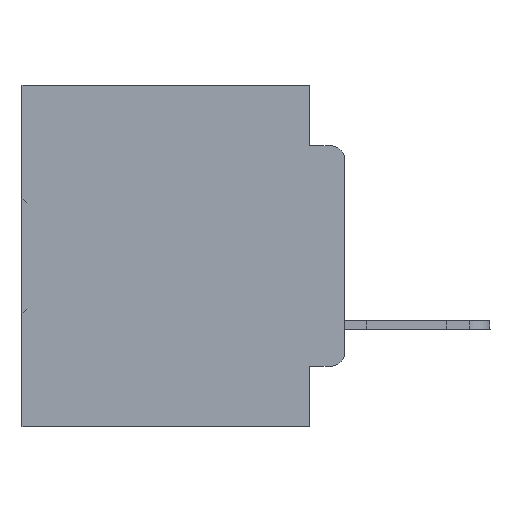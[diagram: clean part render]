
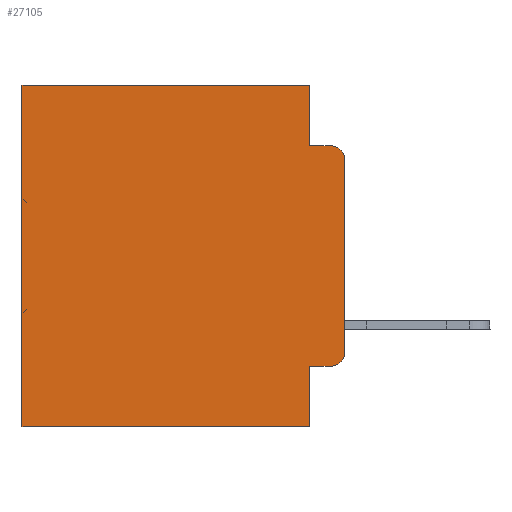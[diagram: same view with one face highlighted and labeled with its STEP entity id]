
A CAD part, left-side view. The second image highlights one B-rep face of the part: STEP entity #27105.
In plain terms, the highlighted planar face has unit normal (-1, 0, 0).
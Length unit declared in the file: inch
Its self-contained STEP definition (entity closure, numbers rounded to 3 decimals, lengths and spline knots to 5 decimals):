
#254 = EDGE_CURVE ( 'NONE', #31780, #3380, #21378, .T. ) ;
#285 = LINE ( 'NONE', #24568, #13700 ) ;
#441 = FACE_OUTER_BOUND ( 'NONE', #25856, .T. ) ;
#591 = LINE ( 'NONE', #27844, #23915 ) ;
#1481 = CIRCLE ( 'NONE', #7684, 0.02 ) ;
#1519 = EDGE_CURVE ( 'NONE', #2937, #24775, #591, .T. ) ;
#1524 = LINE ( 'NONE', #20329, #7151 ) ;
#1547 = VERTEX_POINT ( 'NONE', #16621 ) ;
#1626 = CARTESIAN_POINT ( 'NONE',  ( 0.298, 0.051, -0.4115 ) ) ;
#1645 = ORIENTED_EDGE ( 'NONE', *, *, #7674, .T. ) ;
#2233 = CARTESIAN_POINT ( 'NONE',  ( 0.298, 0., 0. ) ) ;
#2298 = CARTESIAN_POINT ( 'NONE',  ( 0.298, 0., -0.1085 ) ) ;
#2880 = CARTESIAN_POINT ( 'NONE',  ( 0.298, 0.051, 0. ) ) ;
#2900 = AXIS2_PLACEMENT_3D ( 'NONE', #31552, #25782, #14567 ) ;
#2937 = VERTEX_POINT ( 'NONE', #25948 ) ;
#3380 = VERTEX_POINT ( 'NONE', #20501 ) ;
#3422 = CARTESIAN_POINT ( 'NONE',  ( 0.298, 0.02, -0.0885 ) ) ;
#6338 = ORIENTED_EDGE ( 'NONE', *, *, #26912, .F. ) ;
#6621 = DIRECTION ( 'NONE',  ( -1., 0., 0. ) ) ;
#6800 = VECTOR ( 'NONE', #23936, 39.37008 ) ;
#7151 = VECTOR ( 'NONE', #23117, 39.37008 ) ;
#7649 = ORIENTED_EDGE ( 'NONE', *, *, #254, .T. ) ;
#7674 = EDGE_CURVE ( 'NONE', #3380, #32320, #17713, .T. ) ;
#7684 = AXIS2_PLACEMENT_3D ( 'NONE', #29295, #31967, #23304 ) ;
#9167 = DIRECTION ( 'NONE',  ( 0., 0., -1. ) ) ;
#9571 = EDGE_CURVE ( 'NONE', #19991, #24775, #12293, .T. ) ;
#10421 = VECTOR ( 'NONE', #18060, 39.37008 ) ;
#11129 = AXIS2_PLACEMENT_3D ( 'NONE', #14800, #6621, #9167 ) ;
#11201 = ORIENTED_EDGE ( 'NONE', *, *, #32235, .F. ) ;
#11729 = CARTESIAN_POINT ( 'NONE',  ( 0.298, 0.473, -0.5 ) ) ;
#11887 = ORIENTED_EDGE ( 'NONE', *, *, #14483, .F. ) ;
#12293 = CIRCLE ( 'NONE', #11129, 0.02 ) ;
#12621 = ORIENTED_EDGE ( 'NONE', *, *, #1519, .F. ) ;
#12637 = CARTESIAN_POINT ( 'NONE',  ( 0.298, 0.051, -0.5 ) ) ;
#12676 = VECTOR ( 'NONE', #29465, 39.37008 ) ;
#13700 = VECTOR ( 'NONE', #27594, 39.37008 ) ;
#14483 = EDGE_CURVE ( 'NONE', #20826, #16116, #14574, .T. ) ;
#14567 = DIRECTION ( 'NONE',  ( 0., 0., -1. ) ) ;
#14574 = LINE ( 'NONE', #32261, #6800 ) ;
#14669 = CARTESIAN_POINT ( 'NONE',  ( 0.298, 0.051, -0.4115 ) ) ;
#14800 = CARTESIAN_POINT ( 'NONE',  ( 0.298, 0.02, -0.1085 ) ) ;
#14922 = PLANE ( 'NONE',  #2900 ) ;
#16116 = VERTEX_POINT ( 'NONE', #12637 ) ;
#16621 = CARTESIAN_POINT ( 'NONE',  ( 0.298, 0., -0.3915 ) ) ;
#17713 = LINE ( 'NONE', #26155, #10421 ) ;
#18060 = DIRECTION ( 'NONE',  ( 0., 0., -1. ) ) ;
#19158 = DIRECTION ( 'NONE',  ( 0., 0., -1. ) ) ;
#19620 = ORIENTED_EDGE ( 'NONE', *, *, #35410, .T. ) ;
#19991 = VERTEX_POINT ( 'NONE', #2298 ) ;
#20329 = CARTESIAN_POINT ( 'NONE',  ( 0.298, 0., -0.5 ) ) ;
#20501 = CARTESIAN_POINT ( 'NONE',  ( 0.298, 0.473, 0. ) ) ;
#20826 = VERTEX_POINT ( 'NONE', #14669 ) ;
#20983 = CARTESIAN_POINT ( 'NONE',  ( 0.298, 0.02, -0.4115 ) ) ;
#21378 = LINE ( 'NONE', #2233, #32195 ) ;
#22296 = VERTEX_POINT ( 'NONE', #20983 ) ;
#23117 = DIRECTION ( 'NONE',  ( 0., 1., 0. ) ) ;
#23304 = DIRECTION ( 'NONE',  ( 0., 0., -1. ) ) ;
#23909 = VECTOR ( 'NONE', #19158, 39.37008 ) ;
#23915 = VECTOR ( 'NONE', #33165, 39.37008 ) ;
#23936 = DIRECTION ( 'NONE',  ( 0., 0., -1. ) ) ;
#24556 = ORIENTED_EDGE ( 'NONE', *, *, #9571, .T. ) ;
#24568 = CARTESIAN_POINT ( 'NONE',  ( 0.298, 0., 0. ) ) ;
#24775 = VERTEX_POINT ( 'NONE', #3422 ) ;
#25782 = DIRECTION ( 'NONE',  ( 1., 0., 0. ) ) ;
#25856 = EDGE_LOOP ( 'NONE', ( #6338, #24556, #12621, #11201, #7649, #1645, #29768, #11887, #19620, #27807 ) ) ;
#25948 = CARTESIAN_POINT ( 'NONE',  ( 0.298, 0.051, -0.0885 ) ) ;
#26155 = CARTESIAN_POINT ( 'NONE',  ( 0.298, 0.473, 0. ) ) ;
#26912 = EDGE_CURVE ( 'NONE', #19991, #1547, #285, .T. ) ;
#27105 = ADVANCED_FACE ( 'NONE', ( #441 ), #14922, .F. ) ;
#27594 = DIRECTION ( 'NONE',  ( 0., 0., -1. ) ) ;
#27807 = ORIENTED_EDGE ( 'NONE', *, *, #31961, .T. ) ;
#27844 = CARTESIAN_POINT ( 'NONE',  ( 0.298, 0.051, -0.0885 ) ) ;
#29295 = CARTESIAN_POINT ( 'NONE',  ( 0.298, 0.02, -0.3915 ) ) ;
#29465 = DIRECTION ( 'NONE',  ( 0., -1., 0. ) ) ;
#29768 = ORIENTED_EDGE ( 'NONE', *, *, #34000, .F. ) ;
#30311 = LINE ( 'NONE', #1626, #12676 ) ;
#30371 = LINE ( 'NONE', #2880, #23909 ) ;
#31552 = CARTESIAN_POINT ( 'NONE',  ( 0.298, 0., 0. ) ) ;
#31780 = VERTEX_POINT ( 'NONE', #33454 ) ;
#31961 = EDGE_CURVE ( 'NONE', #22296, #1547, #1481, .T. ) ;
#31967 = DIRECTION ( 'NONE',  ( -1., 0., 0. ) ) ;
#32195 = VECTOR ( 'NONE', #33734, 39.37008 ) ;
#32235 = EDGE_CURVE ( 'NONE', #31780, #2937, #30371, .T. ) ;
#32261 = CARTESIAN_POINT ( 'NONE',  ( 0.298, 0.051, 0. ) ) ;
#32320 = VERTEX_POINT ( 'NONE', #11729 ) ;
#33165 = DIRECTION ( 'NONE',  ( 0., -1., 0. ) ) ;
#33454 = CARTESIAN_POINT ( 'NONE',  ( 0.298, 0.051, 0. ) ) ;
#33734 = DIRECTION ( 'NONE',  ( 0., 1., 0. ) ) ;
#34000 = EDGE_CURVE ( 'NONE', #16116, #32320, #1524, .T. ) ;
#35410 = EDGE_CURVE ( 'NONE', #20826, #22296, #30311, .T. ) ;
